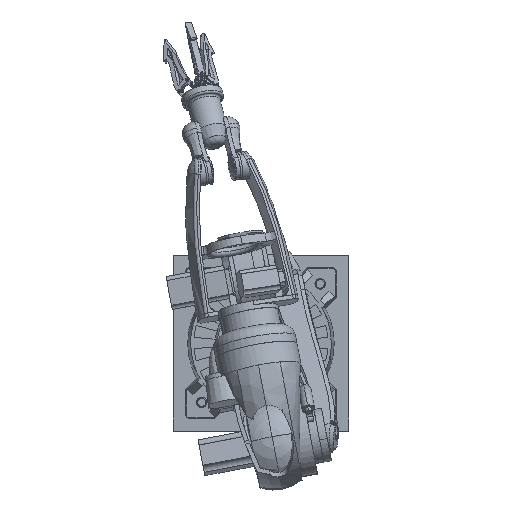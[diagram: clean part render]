
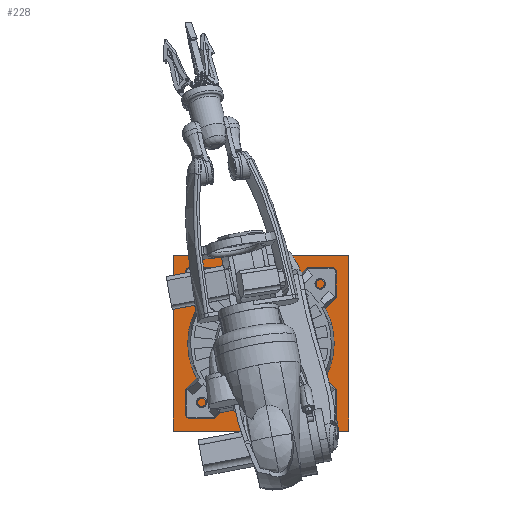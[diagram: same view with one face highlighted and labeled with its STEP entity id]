
A CAD part, top view. The second image highlights one B-rep face of the part: STEP entity #228.
In plain terms, the highlighted planar face has unit normal (0, 0, 1).
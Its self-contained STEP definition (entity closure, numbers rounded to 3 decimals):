
#81=CARTESIAN_POINT('Vertex',(-210.,210.,0.)) ;
#84=CARTESIAN_POINT('Line Origine',(0.,210.,0.)) ;
#88=CARTESIAN_POINT('Vertex',(210.,210.,0.)) ;
#119=CARTESIAN_POINT('Vertex',(-210.,-210.,0.)) ;
#122=CARTESIAN_POINT('Line Origine',(-210.,0.,0.)) ;
#150=CARTESIAN_POINT('Vertex',(210.,-210.,0.)) ;
#153=CARTESIAN_POINT('Line Origine',(0.,-210.,0.)) ;
#175=CARTESIAN_POINT('Line Origine',(210.,0.,0.)) ;
#199=CARTESIAN_POINT('Axis2P3D Location',(0.,0.,0.)) ;
#210=CARTESIAN_POINT('Axis2P3D Location',(0.,0.,0.)) ;
#214=CARTESIAN_POINT('Vertex',(75.,0.,0.)) ;
#216=CARTESIAN_POINT('Vertex',(-75.,0.,0.)) ;
#219=CARTESIAN_POINT('Axis2P3D Location',(0.,0.,0.)) ;
#85=DIRECTION('Vector Direction',(1.,0.,0.)) ;
#123=DIRECTION('Vector Direction',(0.,1.,0.)) ;
#154=DIRECTION('Vector Direction',(-1.,0.,0.)) ;
#176=DIRECTION('Vector Direction',(0.,-1.,0.)) ;
#200=DIRECTION('Axis2P3D Direction',(0.,0.,1.)) ;
#201=DIRECTION('Axis2P3D XDirection',(1.,0.,0.)) ;
#211=DIRECTION('Axis2P3D Direction',(0.,0.,1.)) ;
#220=DIRECTION('Axis2P3D Direction',(0.,0.,1.)) ;
#202=AXIS2_PLACEMENT_3D('Plane Axis2P3D',#199,#200,#201) ;
#212=AXIS2_PLACEMENT_3D('Circle Axis2P3D',#210,#211,$) ;
#221=AXIS2_PLACEMENT_3D('Circle Axis2P3D',#219,#220,$) ;
#205=ORIENTED_EDGE('',*,*,#90,.T.) ;
#206=ORIENTED_EDGE('',*,*,#126,.T.) ;
#207=ORIENTED_EDGE('',*,*,#157,.T.) ;
#208=ORIENTED_EDGE('',*,*,#179,.T.) ;
#225=ORIENTED_EDGE('',*,*,#218,.F.) ;
#226=ORIENTED_EDGE('',*,*,#223,.F.) ;
#227=FACE_BOUND('',#224,.T.) ;
#86=VECTOR('Line Direction',#85,1.) ;
#124=VECTOR('Line Direction',#123,1.) ;
#155=VECTOR('Line Direction',#154,1.) ;
#177=VECTOR('Line Direction',#176,1.) ;
#228=ADVANCED_FACE('Corps principal',(#209,#227),#203,.T.) ;
#213=CIRCLE('generated circle',#212,75.) ;
#222=CIRCLE('generated circle',#221,75.) ;
#90=EDGE_CURVE('',#89,#82,#87,.F.) ;
#126=EDGE_CURVE('',#82,#120,#125,.F.) ;
#157=EDGE_CURVE('',#120,#151,#156,.F.) ;
#179=EDGE_CURVE('',#151,#89,#178,.F.) ;
#218=EDGE_CURVE('',#215,#217,#213,.T.) ;
#223=EDGE_CURVE('',#217,#215,#222,.T.) ;
#204=EDGE_LOOP('',(#205,#206,#207,#208)) ;
#224=EDGE_LOOP('',(#225,#226)) ;
#209=FACE_OUTER_BOUND('',#204,.T.) ;
#87=LINE('Line',#84,#86) ;
#125=LINE('Line',#122,#124) ;
#156=LINE('Line',#153,#155) ;
#178=LINE('Line',#175,#177) ;
#203=PLANE('Plane',#202) ;
#82=VERTEX_POINT('',#81) ;
#89=VERTEX_POINT('',#88) ;
#120=VERTEX_POINT('',#119) ;
#151=VERTEX_POINT('',#150) ;
#215=VERTEX_POINT('',#214) ;
#217=VERTEX_POINT('',#216) ;
